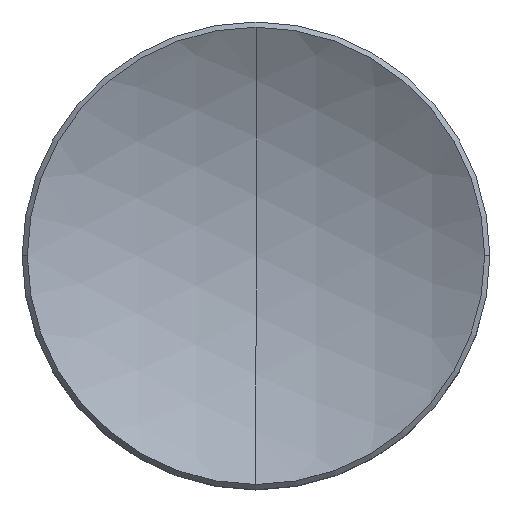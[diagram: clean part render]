
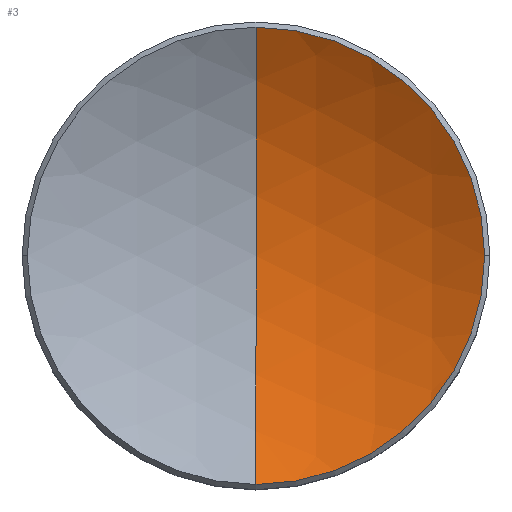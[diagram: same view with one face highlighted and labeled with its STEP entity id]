
A CAD part, top view. The second image highlights one B-rep face of the part: STEP entity #3.
In plain terms, the highlighted spherical face has radius 11.67 mm.
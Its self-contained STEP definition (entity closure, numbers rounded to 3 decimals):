
#1 = ORIENTED_EDGE ( 'NONE', *, *, #57, .F. ) ;
#2 = EDGE_LOOP ( 'NONE', ( #1, #59, #24, #19 ) ) ;
#3 = ADVANCED_FACE ( 'NONE', ( #158 ), #142, .F. ) ;
#16 = EDGE_CURVE ( 'NONE', #58, #26, #114, .T. ) ;
#19 = ORIENTED_EDGE ( 'NONE', *, *, #76, .T. ) ;
#20 = EDGE_CURVE ( 'NONE', #26, #72, #93, .T. ) ;
#24 = ORIENTED_EDGE ( 'NONE', *, *, #20, .T. ) ;
#26 = VERTEX_POINT ( 'NONE', #84 ) ;
#47 = VERTEX_POINT ( 'NONE', #208 ) ;
#57 = EDGE_CURVE ( 'NONE', #58, #47, #203, .T. ) ;
#58 = VERTEX_POINT ( 'NONE', #198 ) ;
#59 = ORIENTED_EDGE ( 'NONE', *, *, #16, .T. ) ;
#72 = VERTEX_POINT ( 'NONE', #361 ) ;
#76 = EDGE_CURVE ( 'NONE', #72, #47, #307, .T. ) ;
#84 = CARTESIAN_POINT ( 'NONE',  ( 0., -6.209, 3.289 ) ) ;
#85 = DIRECTION ( 'NONE',  ( 1., 0., 0. ) ) ;
#86 = DIRECTION ( 'NONE',  ( 0., 0., 1. ) ) ;
#87 = CARTESIAN_POINT ( 'NONE',  ( 0., 0., 3.289 ) ) ;
#88 = AXIS2_PLACEMENT_3D ( 'NONE', #87, #86, #85 ) ;
#93 = CIRCLE ( 'NONE', #88, 6.209 ) ;
#110 = DIRECTION ( 'NONE',  ( 0., -1., 0. ) ) ;
#111 = DIRECTION ( 'NONE',  ( -1., 0., 0. ) ) ;
#112 = CARTESIAN_POINT ( 'NONE',  ( 0., 0., 13.17 ) ) ;
#113 = AXIS2_PLACEMENT_3D ( 'NONE', #112, #111, #110 ) ;
#114 = CIRCLE ( 'NONE', #113, 11.67 ) ;
#141 = CARTESIAN_POINT ( 'NONE',  ( 0., 0., 13.17 ) ) ;
#142 = SPHERICAL_SURFACE ( 'NONE', #177, 11.67 ) ;
#158 = FACE_OUTER_BOUND ( 'NONE', #2, .T. ) ;
#175 = DIRECTION ( 'NONE',  ( 0., 1., 0. ) ) ;
#176 = DIRECTION ( 'NONE',  ( -1., 0., 0. ) ) ;
#177 = AXIS2_PLACEMENT_3D ( 'NONE', #141, #176, #175 ) ;
#198 = CARTESIAN_POINT ( 'NONE',  ( 0., 0., 1.5 ) ) ;
#199 = DIRECTION ( 'NONE',  ( 0., 0., -1. ) ) ;
#200 = DIRECTION ( 'NONE',  ( 1., 0., 0. ) ) ;
#201 = CARTESIAN_POINT ( 'NONE',  ( 0., 0., 13.17 ) ) ;
#202 = AXIS2_PLACEMENT_3D ( 'NONE', #201, #200, #199 ) ;
#203 = CIRCLE ( 'NONE', #202, 11.67 ) ;
#208 = CARTESIAN_POINT ( 'NONE',  ( 0., 6.209, 3.289 ) ) ;
#303 = DIRECTION ( 'NONE',  ( 1., 0., 0. ) ) ;
#304 = DIRECTION ( 'NONE',  ( 0., 0., 1. ) ) ;
#305 = CARTESIAN_POINT ( 'NONE',  ( 0., 0., 3.289 ) ) ;
#306 = AXIS2_PLACEMENT_3D ( 'NONE', #305, #304, #303 ) ;
#307 = CIRCLE ( 'NONE', #306, 6.209 ) ;
#361 = CARTESIAN_POINT ( 'NONE',  ( 6.209, 0., 3.289 ) ) ;
